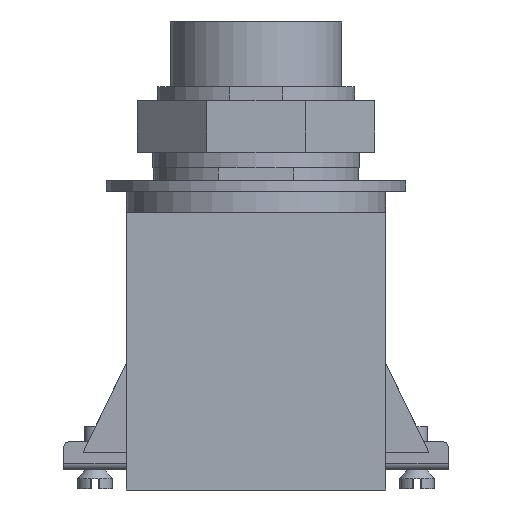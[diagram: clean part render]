
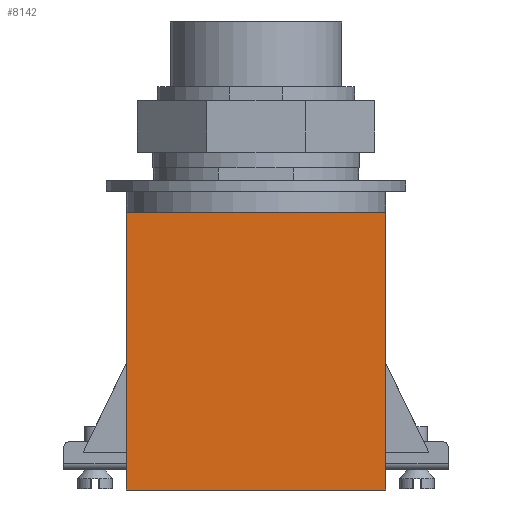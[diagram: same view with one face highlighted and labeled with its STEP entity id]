
A CAD part, front view. The second image highlights one B-rep face of the part: STEP entity #8142.
In plain terms, the highlighted planar face has unit normal (0, -1, 0).
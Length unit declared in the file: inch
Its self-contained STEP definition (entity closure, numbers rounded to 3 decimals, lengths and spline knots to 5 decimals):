
#2769=DIRECTION('',(0.,0.,1.));
#2770=VECTOR('',#2769,1.606);
#2771=CARTESIAN_POINT('',(0.36589,0.,-2.7031));
#2772=LINE('',#2771,#2770);
#2773=DIRECTION('',(1.,0.,0.));
#2774=VECTOR('',#2773,1.5);
#2775=CARTESIAN_POINT('',(0.36589,0.,-1.0971));
#2776=LINE('',#2775,#2774);
#2777=DIRECTION('',(0.,0.,-1.));
#2778=VECTOR('',#2777,1.606);
#2779=CARTESIAN_POINT('',(1.86589,0.,-1.0971));
#2780=LINE('',#2779,#2778);
#2781=DIRECTION('',(-1.,0.,0.));
#2782=VECTOR('',#2781,1.5);
#2783=CARTESIAN_POINT('',(1.86589,0.,-2.7031));
#2784=LINE('',#2783,#2782);
#3373=CARTESIAN_POINT('',(0.36589,0.,-2.7031));
#3374=CARTESIAN_POINT('',(0.36589,0.,-1.0971));
#3375=VERTEX_POINT('',#3373);
#3376=VERTEX_POINT('',#3374);
#3377=CARTESIAN_POINT('',(1.86589,0.,-1.0971));
#3378=VERTEX_POINT('',#3377);
#3379=CARTESIAN_POINT('',(1.86589,0.,-2.7031));
#3380=VERTEX_POINT('',#3379);
#8130=CARTESIAN_POINT('',(0.,0.,0.));
#8131=DIRECTION('',(0.,1.,0.));
#8132=DIRECTION('',(-1.,0.,0.));
#8133=AXIS2_PLACEMENT_3D('',#8130,#8131,#8132);
#8134=PLANE('',#8133);
#8135=ORIENTED_EDGE('',*,*,#4472,.T.);
#8137=ORIENTED_EDGE('',*,*,#8136,.T.);
#8138=ORIENTED_EDGE('',*,*,#6594,.T.);
#8139=ORIENTED_EDGE('',*,*,#8072,.T.);
#8140=EDGE_LOOP('',(#8135,#8137,#8138,#8139));
#8141=FACE_OUTER_BOUND('',#8140,.F.);
#8142=ADVANCED_FACE('',(#8141),#8134,.F.);
#4472=EDGE_CURVE('',#3375,#3376,#2772,.T.);
#6594=EDGE_CURVE('',#3378,#3380,#2780,.T.);
#8072=EDGE_CURVE('',#3380,#3375,#2784,.T.);
#8136=EDGE_CURVE('',#3376,#3378,#2776,.T.);
